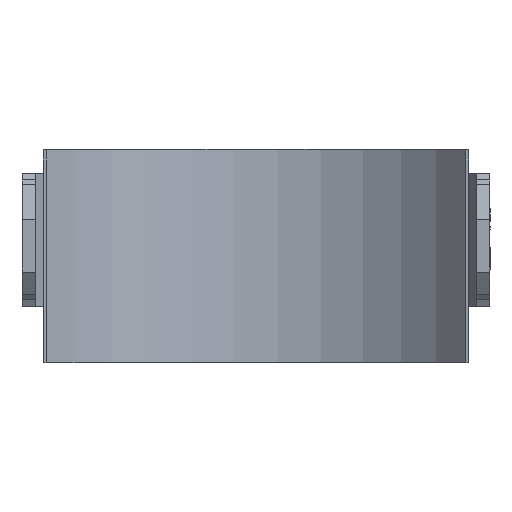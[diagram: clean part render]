
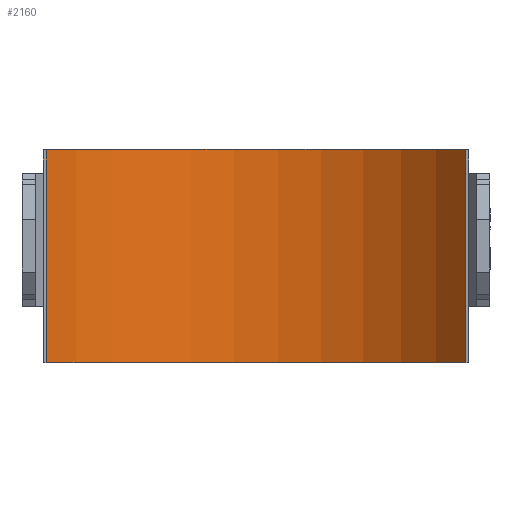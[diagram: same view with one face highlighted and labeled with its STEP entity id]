
A CAD part, front view. The second image highlights one B-rep face of the part: STEP entity #2160.
In plain terms, the highlighted cylindrical face has radius 50.5 mm (diameter 101 mm), a partial arc.
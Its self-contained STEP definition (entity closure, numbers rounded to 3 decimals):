
#118 = CARTESIAN_POINT ( 'NONE',  ( 39.472, -19., -20. ) ) ;
#282 = ORIENTED_EDGE ( 'NONE', *, *, #7976, .T. ) ;
#664 = DIRECTION ( 'NONE',  ( 0., 0., -1. ) ) ;
#1141 = AXIS2_PLACEMENT_3D ( 'NONE', #2836, #4621, #1949 ) ;
#1393 = ORIENTED_EDGE ( 'NONE', *, *, #8024, .F. ) ;
#1926 = EDGE_LOOP ( 'NONE', ( #282, #7564, #1393, #11333 ) ) ;
#1949 = DIRECTION ( 'NONE',  ( 1., 0., 0. ) ) ;
#2160 = ADVANCED_FACE ( 'NONE', ( #6862 ), #10197, .F. ) ;
#2217 = DIRECTION ( 'NONE',  ( 0., 0., -1. ) ) ;
#2255 = EDGE_CURVE ( 'NONE', #9793, #10951, #8489, .T. ) ;
#2417 = VERTEX_POINT ( 'NONE', #5628 ) ;
#2836 = CARTESIAN_POINT ( 'NONE',  ( 0., -50.5, 20. ) ) ;
#2887 = LINE ( 'NONE', #10029, #6641 ) ;
#3175 = CARTESIAN_POINT ( 'NONE',  ( 0., -50.5, 20. ) ) ;
#4621 = DIRECTION ( 'NONE',  ( 0., 0., -1. ) ) ;
#5468 = EDGE_CURVE ( 'NONE', #2417, #9761, #2887, .T. ) ;
#5628 = CARTESIAN_POINT ( 'NONE',  ( -39.472, -19., 20. ) ) ;
#5863 = DIRECTION ( 'NONE',  ( 0., 0., -1. ) ) ;
#6225 = CIRCLE ( 'NONE', #7916, 50.5 ) ;
#6641 = VECTOR ( 'NONE', #11078, 1000. ) ;
#6807 = AXIS2_PLACEMENT_3D ( 'NONE', #3175, #5863, #10428 ) ;
#6862 = FACE_OUTER_BOUND ( 'NONE', #1926, .T. ) ;
#7564 = ORIENTED_EDGE ( 'NONE', *, *, #2255, .F. ) ;
#7916 = AXIS2_PLACEMENT_3D ( 'NONE', #8645, #664, #10409 ) ;
#7976 = EDGE_CURVE ( 'NONE', #9761, #10951, #6225, .T. ) ;
#8024 = EDGE_CURVE ( 'NONE', #2417, #9793, #11476, .T. ) ;
#8489 = LINE ( 'NONE', #10254, #9046 ) ;
#8645 = CARTESIAN_POINT ( 'NONE',  ( 0., -50.5, -20. ) ) ;
#9046 = VECTOR ( 'NONE', #2217, 1000. ) ;
#9629 = CARTESIAN_POINT ( 'NONE',  ( 39.472, -19., 20. ) ) ;
#9761 = VERTEX_POINT ( 'NONE', #10226 ) ;
#9793 = VERTEX_POINT ( 'NONE', #9629 ) ;
#10029 = CARTESIAN_POINT ( 'NONE',  ( -39.472, -19., 20. ) ) ;
#10197 = CYLINDRICAL_SURFACE ( 'NONE', #6807, 50.5 ) ;
#10226 = CARTESIAN_POINT ( 'NONE',  ( -39.472, -19., -20. ) ) ;
#10254 = CARTESIAN_POINT ( 'NONE',  ( 39.472, -19., 20. ) ) ;
#10409 = DIRECTION ( 'NONE',  ( 1., 0., 0. ) ) ;
#10428 = DIRECTION ( 'NONE',  ( -1., 0., 0. ) ) ;
#10951 = VERTEX_POINT ( 'NONE', #118 ) ;
#11078 = DIRECTION ( 'NONE',  ( 0., 0., -1. ) ) ;
#11333 = ORIENTED_EDGE ( 'NONE', *, *, #5468, .T. ) ;
#11476 = CIRCLE ( 'NONE', #1141, 50.5 ) ;
